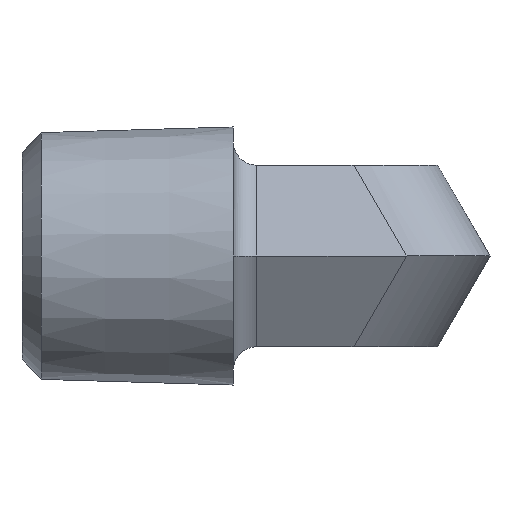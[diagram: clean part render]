
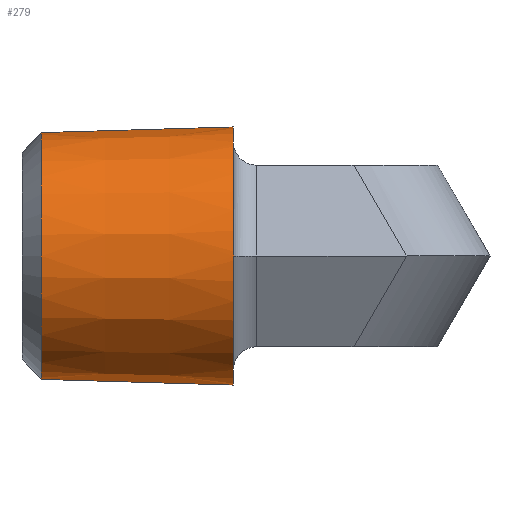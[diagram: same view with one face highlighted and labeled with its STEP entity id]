
A CAD part, left-side view. The second image highlights one B-rep face of the part: STEP entity #279.
In plain terms, the highlighted conical face has half-angle 1.7 degrees and reference radius 8.496 mm.
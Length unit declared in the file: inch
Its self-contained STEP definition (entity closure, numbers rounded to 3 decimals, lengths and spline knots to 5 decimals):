
#8 = CIRCLE ( 'NONE', #1002, 0.3345 ) ;
#33 = CARTESIAN_POINT ( 'NONE',  ( -0.16725, 0.66472, -0.28969 ) ) ;
#51 = CARTESIAN_POINT ( 'NONE',  ( -0.17754, 0.665, -0.2835 ) ) ;
#69 = CARTESIAN_POINT ( 'NONE',  ( -0.17754, 0.665, 0.2835 ) ) ;
#85 = CARTESIAN_POINT ( 'NONE',  ( 0., 0.665, 0. ) ) ;
#107 = ORIENTED_EDGE ( 'NONE', *, *, #1081, .T. ) ;
#109 = DIRECTION ( 'NONE',  ( 0., 0., 1. ) ) ;
#114 = B_SPLINE_CURVE_WITH_KNOTS ( 'NONE', 3,
 ( #774, #648, #889, #170 ),
 .UNSPECIFIED., .F., .F.,
 ( 4, 4 ),
 ( 0., 0.0003 ),
 .UNSPECIFIED. ) ;
#133 = ORIENTED_EDGE ( 'NONE', *, *, #486, .T. ) ;
#142 = LINE ( 'NONE', #418, #1071 ) ;
#149 = CARTESIAN_POINT ( 'NONE',  ( -0.15675, 0.665, -0.2955 ) ) ;
#170 = CARTESIAN_POINT ( 'NONE',  ( -0.33451, 0.66472, 0. ) ) ;
#190 = CARTESIAN_POINT ( 'NONE',  ( -0.16725, 0.66472, -0.28969 ) ) ;
#191 = VERTEX_POINT ( 'NONE', #1257 ) ;
#193 = CARTESIAN_POINT ( 'NONE',  ( -0.16725, 0.66472, 0.28969 ) ) ;
#195 = EDGE_CURVE ( 'NONE', #212, #1493, #142, .T. ) ;
#203 = CARTESIAN_POINT ( 'NONE',  ( 0., 1.16302, -0.31972 ) ) ;
#204 = DIRECTION ( 'NONE',  ( 0., 0., 1. ) ) ;
#212 = VERTEX_POINT ( 'NONE', #1379 ) ;
#257 = CARTESIAN_POINT ( 'NONE',  ( -0.33451, 0.66472, 0. ) ) ;
#262 = EDGE_CURVE ( 'NONE', #329, #399, #1348, .T. ) ;
#267 = DIRECTION ( 'NONE',  ( 0., 1., 0. ) ) ;
#268 = CARTESIAN_POINT ( 'NONE',  ( -0.16028, 0.665, -0.29362 ) ) ;
#279 = ADVANCED_FACE ( 'NONE', ( #1310 ), #955, .T. ) ;
#321 = DIRECTION ( 'NONE',  ( 0., -1., -0.03 ) ) ;
#329 = VERTEX_POINT ( 'NONE', #694 ) ;
#331 = DIRECTION ( 'NONE',  ( 0., -1., 0. ) ) ;
#351 = CARTESIAN_POINT ( 'NONE',  ( -0.16725, 0.66472, 0.28969 ) ) ;
#358 = B_SPLINE_CURVE_WITH_KNOTS ( 'NONE', 3,
 ( #673, #554, #911, #193 ),
 .UNSPECIFIED., .F., .F.,
 ( 4, 4 ),
 ( 0., 0.0003 ),
 .UNSPECIFIED. ) ;
#377 = EDGE_CURVE ( 'NONE', #463, #191, #1529, .T. ) ;
#389 = AXIS2_PLACEMENT_3D ( 'NONE', #85, #921, #204 ) ;
#399 = VERTEX_POINT ( 'NONE', #1192 ) ;
#418 = CARTESIAN_POINT ( 'NONE',  ( 0., 0.665, 0.3345 ) ) ;
#419 = DIRECTION ( 'NONE',  ( 0., 1., 0. ) ) ;
#463 = VERTEX_POINT ( 'NONE', #1087 ) ;
#483 = VERTEX_POINT ( 'NONE', #257 ) ;
#486 = EDGE_CURVE ( 'NONE', #1191, #924, #770, .T. ) ;
#546 = VECTOR ( 'NONE', #321, 39.37008 ) ;
#552 = AXIS2_PLACEMENT_3D ( 'NONE', #1411, #331, #1042 ) ;
#553 = ORIENTED_EDGE ( 'NONE', *, *, #745, .T. ) ;
#554 = CARTESIAN_POINT ( 'NONE',  ( -0.17414, 0.665, 0.28562 ) ) ;
#560 = CARTESIAN_POINT ( 'NONE',  ( -0.33451, 0.66472, 0. ) ) ;
#594 = EDGE_CURVE ( 'NONE', #1387, #1493, #8, .T. ) ;
#614 = DIRECTION ( 'NONE',  ( 0., -1., 0. ) ) ;
#648 = CARTESIAN_POINT ( 'NONE',  ( -0.33443, 0.665, -0.008 ) ) ;
#649 = CARTESIAN_POINT ( 'NONE',  ( -0.16725, 0.66472, -0.28969 ) ) ;
#656 = DIRECTION ( 'NONE',  ( 0., -1., 0.03 ) ) ;
#673 = CARTESIAN_POINT ( 'NONE',  ( -0.17754, 0.665, 0.2835 ) ) ;
#694 = CARTESIAN_POINT ( 'NONE',  ( 0., 0.665, -0.3345 ) ) ;
#706 = VERTEX_POINT ( 'NONE', #190 ) ;
#707 = B_SPLINE_CURVE_WITH_KNOTS ( 'NONE', 3,
 ( #649, #1497, #775, #51 ),
 .UNSPECIFIED., .F., .F.,
 ( 4, 4 ),
 ( 0., 0.0003 ),
 .UNSPECIFIED. ) ;
#745 = EDGE_CURVE ( 'NONE', #765, #329, #1105, .T. ) ;
#749 = AXIS2_PLACEMENT_3D ( 'NONE', #1334, #614, #1459 ) ;
#759 = CARTESIAN_POINT ( 'NONE',  ( -0.16379, 0.66491, -0.29169 ) ) ;
#765 = VERTEX_POINT ( 'NONE', #203 ) ;
#770 = CIRCLE ( 'NONE', #1524, 0.3345 ) ;
#774 = CARTESIAN_POINT ( 'NONE',  ( -0.33428, 0.665, -0.012 ) ) ;
#775 = CARTESIAN_POINT ( 'NONE',  ( -0.17414, 0.665, -0.28562 ) ) ;
#777 = ORIENTED_EDGE ( 'NONE', *, *, #965, .T. ) ;
#784 = EDGE_LOOP ( 'NONE', ( #1036, #553, #1479, #1551, #1283, #1315, #1064, #777, #133, #849, #107, #1135, #1058 ) ) ;
#801 = CARTESIAN_POINT ( 'NONE',  ( -0.33428, 0.665, 0.012 ) ) ;
#828 = DIRECTION ( 'NONE',  ( 0., 1., 0. ) ) ;
#849 = ORIENTED_EDGE ( 'NONE', *, *, #1568, .T. ) ;
#856 = EDGE_CURVE ( 'NONE', #706, #463, #707, .T. ) ;
#869 = CIRCLE ( 'NONE', #749, 0.31972 ) ;
#889 = CARTESIAN_POINT ( 'NONE',  ( -0.3345, 0.66491, -0.004 ) ) ;
#907 = CARTESIAN_POINT ( 'NONE',  ( -0.3345, 0.66491, 0.004 ) ) ;
#911 = CARTESIAN_POINT ( 'NONE',  ( -0.17071, 0.66491, 0.28769 ) ) ;
#921 = DIRECTION ( 'NONE',  ( 0., 1., 0. ) ) ;
#924 = VERTEX_POINT ( 'NONE', #69 ) ;
#944 = CARTESIAN_POINT ( 'NONE',  ( -0.16028, 0.665, 0.29362 ) ) ;
#947 = B_SPLINE_CURVE_WITH_KNOTS ( 'NONE', 3,
 ( #560, #907, #1527, #801 ),
 .UNSPECIFIED., .F., .F.,
 ( 4, 4 ),
 ( 0., 0.0003 ),
 .UNSPECIFIED. ) ;
#955 = CONICAL_SURFACE ( 'NONE', #552, 0.3345, 0.03 ) ;
#965 = EDGE_CURVE ( 'NONE', #483, #1191, #947, .T. ) ;
#986 = CARTESIAN_POINT ( 'NONE',  ( 0., 0.665, 0. ) ) ;
#1002 = AXIS2_PLACEMENT_3D ( 'NONE', #1134, #419, #1252 ) ;
#1036 = ORIENTED_EDGE ( 'NONE', *, *, #1229, .T. ) ;
#1042 = DIRECTION ( 'NONE',  ( 0., 0., 1. ) ) ;
#1058 = ORIENTED_EDGE ( 'NONE', *, *, #195, .F. ) ;
#1064 = ORIENTED_EDGE ( 'NONE', *, *, #1452, .T. ) ;
#1067 = CARTESIAN_POINT ( 'NONE',  ( -0.16379, 0.66491, 0.29169 ) ) ;
#1071 = VECTOR ( 'NONE', #656, 39.37008 ) ;
#1081 = EDGE_CURVE ( 'NONE', #1331, #1387, #1306, .T. ) ;
#1087 = CARTESIAN_POINT ( 'NONE',  ( -0.17754, 0.665, -0.2835 ) ) ;
#1105 = LINE ( 'NONE', #1277, #546 ) ;
#1108 = DIRECTION ( 'NONE',  ( 0., 0., 1. ) ) ;
#1116 = CARTESIAN_POINT ( 'NONE',  ( -0.16725, 0.66472, 0.28969 ) ) ;
#1134 = CARTESIAN_POINT ( 'NONE',  ( 0., 0.665, 0. ) ) ;
#1135 = ORIENTED_EDGE ( 'NONE', *, *, #594, .T. ) ;
#1189 = CARTESIAN_POINT ( 'NONE',  ( -0.15675, 0.665, 0.2955 ) ) ;
#1191 = VERTEX_POINT ( 'NONE', #1447 ) ;
#1192 = CARTESIAN_POINT ( 'NONE',  ( -0.15675, 0.665, -0.2955 ) ) ;
#1229 = EDGE_CURVE ( 'NONE', #212, #765, #869, .T. ) ;
#1252 = DIRECTION ( 'NONE',  ( 0., 0., 1. ) ) ;
#1255 = CARTESIAN_POINT ( 'NONE',  ( -0.15675, 0.665, 0.2955 ) ) ;
#1257 = CARTESIAN_POINT ( 'NONE',  ( -0.33428, 0.665, -0.012 ) ) ;
#1277 = CARTESIAN_POINT ( 'NONE',  ( 0., 0.665, -0.3345 ) ) ;
#1283 = ORIENTED_EDGE ( 'NONE', *, *, #856, .T. ) ;
#1306 = B_SPLINE_CURVE_WITH_KNOTS ( 'NONE', 3,
 ( #351, #1067, #944, #1189 ),
 .UNSPECIFIED., .F., .F.,
 ( 4, 4 ),
 ( 0., 0.0003 ),
 .UNSPECIFIED. ) ;
#1310 = FACE_OUTER_BOUND ( 'NONE', #784, .T. ) ;
#1315 = ORIENTED_EDGE ( 'NONE', *, *, #377, .T. ) ;
#1331 = VERTEX_POINT ( 'NONE', #1116 ) ;
#1334 = CARTESIAN_POINT ( 'NONE',  ( 0., 1.16302, 0. ) ) ;
#1338 = EDGE_CURVE ( 'NONE', #399, #706, #1433, .T. ) ;
#1348 = CIRCLE ( 'NONE', #389, 0.3345 ) ;
#1350 = AXIS2_PLACEMENT_3D ( 'NONE', #1554, #828, #109 ) ;
#1379 = CARTESIAN_POINT ( 'NONE',  ( 0., 1.16302, 0.31972 ) ) ;
#1384 = CARTESIAN_POINT ( 'NONE',  ( 0., 0.665, 0.3345 ) ) ;
#1387 = VERTEX_POINT ( 'NONE', #1255 ) ;
#1411 = CARTESIAN_POINT ( 'NONE',  ( 0., 0.665, 0. ) ) ;
#1433 = B_SPLINE_CURVE_WITH_KNOTS ( 'NONE', 3,
 ( #149, #268, #759, #33 ),
 .UNSPECIFIED., .F., .F.,
 ( 4, 4 ),
 ( 0., 0.0003 ),
 .UNSPECIFIED. ) ;
#1447 = CARTESIAN_POINT ( 'NONE',  ( -0.33428, 0.665, 0.012 ) ) ;
#1452 = EDGE_CURVE ( 'NONE', #191, #483, #114, .T. ) ;
#1459 = DIRECTION ( 'NONE',  ( 0., 0., -1. ) ) ;
#1479 = ORIENTED_EDGE ( 'NONE', *, *, #262, .T. ) ;
#1493 = VERTEX_POINT ( 'NONE', #1384 ) ;
#1497 = CARTESIAN_POINT ( 'NONE',  ( -0.17071, 0.66491, -0.28769 ) ) ;
#1524 = AXIS2_PLACEMENT_3D ( 'NONE', #986, #267, #1108 ) ;
#1527 = CARTESIAN_POINT ( 'NONE',  ( -0.33443, 0.665, 0.008 ) ) ;
#1529 = CIRCLE ( 'NONE', #1350, 0.3345 ) ;
#1551 = ORIENTED_EDGE ( 'NONE', *, *, #1338, .T. ) ;
#1554 = CARTESIAN_POINT ( 'NONE',  ( 0., 0.665, 0. ) ) ;
#1568 = EDGE_CURVE ( 'NONE', #924, #1331, #358, .T. ) ;
